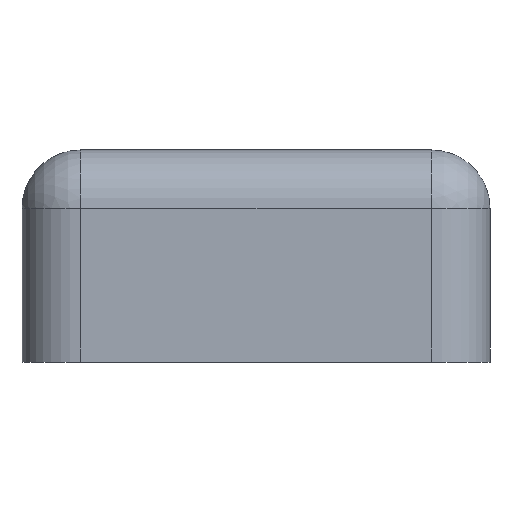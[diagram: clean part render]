
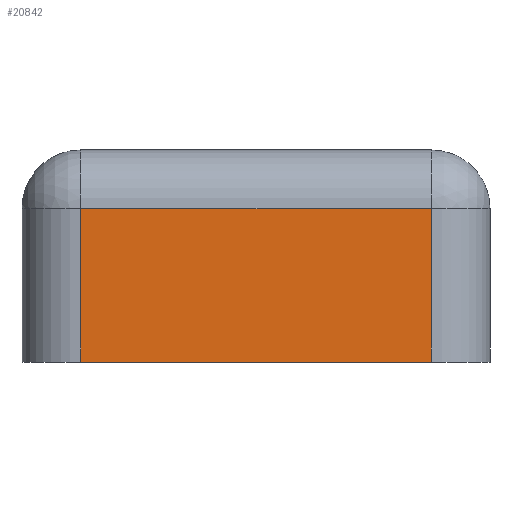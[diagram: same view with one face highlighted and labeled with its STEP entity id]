
A CAD part, left-side view. The second image highlights one B-rep face of the part: STEP entity #20842.
In plain terms, the highlighted planar face has unit normal (-1, 0, 0).
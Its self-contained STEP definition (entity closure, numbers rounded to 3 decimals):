
#1024 = VERTEX_POINT ( 'NONE', #35460 ) ;
#1208 = ORIENTED_EDGE ( 'NONE', *, *, #2101, .T. ) ;
#2101 = EDGE_CURVE ( 'NONE', #1024, #23532, #37730, .T. ) ;
#2571 = DIRECTION ( 'NONE',  ( 0., -1., 0. ) ) ;
#2634 = ORIENTED_EDGE ( 'NONE', *, *, #27382, .T. ) ;
#3251 = CARTESIAN_POINT ( 'NONE',  ( -15.9, 7.61, 7.66 ) ) ;
#3267 = ORIENTED_EDGE ( 'NONE', *, *, #34030, .T. ) ;
#4301 = DIRECTION ( 'NONE',  ( 0., 0., -1. ) ) ;
#4706 = CARTESIAN_POINT ( 'NONE',  ( -15.9, 7.61, 1. ) ) ;
#5633 = VECTOR ( 'NONE', #11400, 1000. ) ;
#6494 = CARTESIAN_POINT ( 'NONE',  ( -15.9, -7.61, 10.2 ) ) ;
#6990 = VERTEX_POINT ( 'NONE', #4706 ) ;
#9021 = DIRECTION ( 'NONE',  ( 0., 1., 0. ) ) ;
#10257 = VERTEX_POINT ( 'NONE', #32976 ) ;
#11400 = DIRECTION ( 'NONE',  ( 0., 0., -1. ) ) ;
#11796 = CARTESIAN_POINT ( 'NONE',  ( -15.9, -10.15, 1. ) ) ;
#12172 = CARTESIAN_POINT ( 'NONE',  ( -15.9, -10.15, 7.66 ) ) ;
#14115 = CARTESIAN_POINT ( 'NONE',  ( -15.9, 7.61, 10.2 ) ) ;
#14835 = ORIENTED_EDGE ( 'NONE', *, *, #32694, .T. ) ;
#17146 = VECTOR ( 'NONE', #31462, 1000. ) ;
#20013 = FACE_OUTER_BOUND ( 'NONE', #30913, .T. ) ;
#20220 = PLANE ( 'NONE',  #39076 ) ;
#20567 = VECTOR ( 'NONE', #9021, 1000. ) ;
#20842 = ADVANCED_FACE ( 'NONE', ( #20013 ), #20220, .F. ) ;
#21016 = LINE ( 'NONE', #11796, #40097 ) ;
#23532 = VERTEX_POINT ( 'NONE', #3251 ) ;
#27382 = EDGE_CURVE ( 'NONE', #23532, #6990, #33211, .T. ) ;
#29664 = CARTESIAN_POINT ( 'NONE',  ( -15.9, -10.15, 10.2 ) ) ;
#30913 = EDGE_LOOP ( 'NONE', ( #1208, #2634, #3267, #14835 ) ) ;
#31462 = DIRECTION ( 'NONE',  ( 0., 0., 1. ) ) ;
#32694 = EDGE_CURVE ( 'NONE', #10257, #1024, #35253, .T. ) ;
#32976 = CARTESIAN_POINT ( 'NONE',  ( -15.9, -7.61, 1. ) ) ;
#33024 = DIRECTION ( 'NONE',  ( 1., 0., 0. ) ) ;
#33211 = LINE ( 'NONE', #14115, #5633 ) ;
#34030 = EDGE_CURVE ( 'NONE', #6990, #10257, #21016, .T. ) ;
#35253 = LINE ( 'NONE', #6494, #17146 ) ;
#35460 = CARTESIAN_POINT ( 'NONE',  ( -15.9, -7.61, 7.66 ) ) ;
#37730 = LINE ( 'NONE', #12172, #20567 ) ;
#39076 = AXIS2_PLACEMENT_3D ( 'NONE', #29664, #33024, #4301 ) ;
#40097 = VECTOR ( 'NONE', #2571, 1000. ) ;
